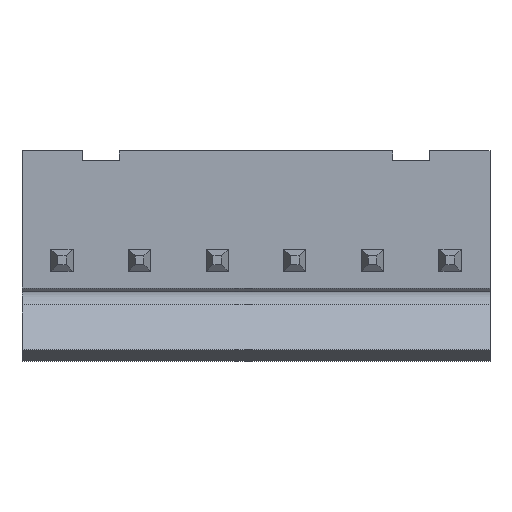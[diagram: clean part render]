
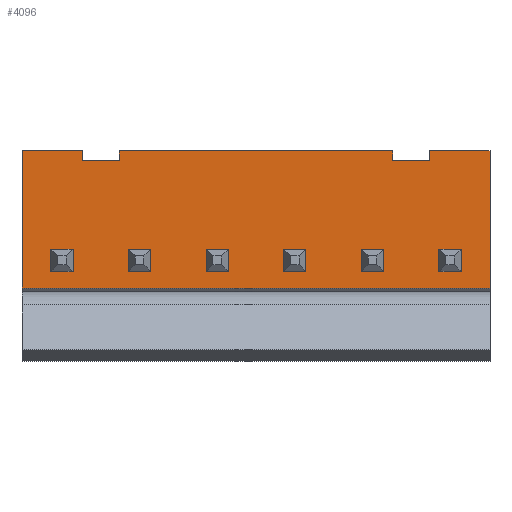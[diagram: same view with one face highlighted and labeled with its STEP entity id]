
A CAD part, top view. The second image highlights one B-rep face of the part: STEP entity #4096.
In plain terms, the highlighted planar face has unit normal (0, 0, 1).
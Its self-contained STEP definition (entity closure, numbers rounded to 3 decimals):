
#576=ORIENTED_EDGE('',*,*,#1007,.T.);
#577=ORIENTED_EDGE('',*,*,#1011,.T.);
#578=ORIENTED_EDGE('',*,*,#1116,.T.);
#579=ORIENTED_EDGE('',*,*,#1077,.F.);
#580=ORIENTED_EDGE('',*,*,#1115,.F.);
#581=ORIENTED_EDGE('',*,*,#1090,.T.);
#582=ORIENTED_EDGE('',*,*,#1000,.T.);
#583=ORIENTED_EDGE('',*,*,#1016,.T.);
#584=ORIENTED_EDGE('',*,*,#1014,.T.);
#585=ORIENTED_EDGE('',*,*,#1012,.T.);
#586=ORIENTED_EDGE('',*,*,#962,.T.);
#587=ORIENTED_EDGE('',*,*,#1009,.T.);
#588=ORIENTED_EDGE('',*,*,#1117,.T.);
#589=ORIENTED_EDGE('',*,*,#1118,.T.);
#590=ORIENTED_EDGE('',*,*,#1119,.T.);
#591=ORIENTED_EDGE('',*,*,#1120,.T.);
#592=ORIENTED_EDGE('',*,*,#1121,.T.);
#593=ORIENTED_EDGE('',*,*,#1122,.T.);
#594=ORIENTED_EDGE('',*,*,#1123,.T.);
#595=ORIENTED_EDGE('',*,*,#1124,.T.);
#596=ORIENTED_EDGE('',*,*,#1125,.T.);
#597=ORIENTED_EDGE('',*,*,#1126,.T.);
#598=ORIENTED_EDGE('',*,*,#1127,.T.);
#599=ORIENTED_EDGE('',*,*,#1128,.T.);
#600=ORIENTED_EDGE('',*,*,#1129,.T.);
#601=ORIENTED_EDGE('',*,*,#1130,.T.);
#602=ORIENTED_EDGE('',*,*,#1131,.T.);
#603=ORIENTED_EDGE('',*,*,#1132,.T.);
#604=ORIENTED_EDGE('',*,*,#1133,.T.);
#605=ORIENTED_EDGE('',*,*,#1134,.T.);
#606=ORIENTED_EDGE('',*,*,#1135,.T.);
#607=ORIENTED_EDGE('',*,*,#1136,.T.);
#608=ORIENTED_EDGE('',*,*,#1137,.T.);
#609=ORIENTED_EDGE('',*,*,#1138,.T.);
#610=ORIENTED_EDGE('',*,*,#1139,.T.);
#611=ORIENTED_EDGE('',*,*,#1140,.T.);
#962=EDGE_CURVE('',#1314,#1313,#1611,.T.);
#1000=EDGE_CURVE('',#1350,#1349,#1649,.T.);
#1007=EDGE_CURVE('',#1356,#1355,#1656,.T.);
#1009=EDGE_CURVE('',#1313,#1356,#1658,.T.);
#1011=EDGE_CURVE('',#1355,#1357,#1660,.T.);
#1012=EDGE_CURVE('',#1358,#1314,#1661,.T.);
#1014=EDGE_CURVE('',#1359,#1358,#1663,.T.);
#1016=EDGE_CURVE('',#1349,#1359,#1665,.T.);
#1077=EDGE_CURVE('',#1396,#1397,#1721,.T.);
#1090=EDGE_CURVE('',#1406,#1350,#1731,.T.);
#1115=EDGE_CURVE('',#1406,#1396,#1752,.T.);
#1116=EDGE_CURVE('',#1357,#1397,#1753,.T.);
#1117=EDGE_CURVE('',#1417,#1418,#1754,.T.);
#1118=EDGE_CURVE('',#1418,#1419,#1755,.T.);
#1119=EDGE_CURVE('',#1419,#1420,#1756,.T.);
#1120=EDGE_CURVE('',#1420,#1417,#1757,.T.);
#1121=EDGE_CURVE('',#1421,#1422,#1758,.T.);
#1122=EDGE_CURVE('',#1422,#1423,#1759,.T.);
#1123=EDGE_CURVE('',#1423,#1424,#1760,.T.);
#1124=EDGE_CURVE('',#1424,#1421,#1761,.T.);
#1125=EDGE_CURVE('',#1425,#1426,#1762,.T.);
#1126=EDGE_CURVE('',#1426,#1427,#1763,.T.);
#1127=EDGE_CURVE('',#1427,#1428,#1764,.T.);
#1128=EDGE_CURVE('',#1428,#1425,#1765,.T.);
#1129=EDGE_CURVE('',#1429,#1430,#1766,.T.);
#1130=EDGE_CURVE('',#1430,#1431,#1767,.T.);
#1131=EDGE_CURVE('',#1431,#1432,#1768,.T.);
#1132=EDGE_CURVE('',#1432,#1429,#1769,.T.);
#1133=EDGE_CURVE('',#1433,#1434,#1770,.T.);
#1134=EDGE_CURVE('',#1434,#1435,#1771,.T.);
#1135=EDGE_CURVE('',#1435,#1436,#1772,.T.);
#1136=EDGE_CURVE('',#1436,#1433,#1773,.T.);
#1137=EDGE_CURVE('',#1437,#1438,#1774,.T.);
#1138=EDGE_CURVE('',#1438,#1439,#1775,.T.);
#1139=EDGE_CURVE('',#1439,#1440,#1776,.T.);
#1140=EDGE_CURVE('',#1440,#1437,#1777,.T.);
#1313=VERTEX_POINT('',#5348);
#1314=VERTEX_POINT('',#5350);
#1349=VERTEX_POINT('',#5424);
#1350=VERTEX_POINT('',#5426);
#1355=VERTEX_POINT('',#5439);
#1356=VERTEX_POINT('',#5441);
#1357=VERTEX_POINT('',#5447);
#1358=VERTEX_POINT('',#5451);
#1359=VERTEX_POINT('',#5455);
#1396=VERTEX_POINT('',#5586);
#1397=VERTEX_POINT('',#5588);
#1406=VERTEX_POINT('',#5611);
#1417=VERTEX_POINT('',#5665);
#1418=VERTEX_POINT('',#5666);
#1419=VERTEX_POINT('',#5668);
#1420=VERTEX_POINT('',#5670);
#1421=VERTEX_POINT('',#5673);
#1422=VERTEX_POINT('',#5674);
#1423=VERTEX_POINT('',#5676);
#1424=VERTEX_POINT('',#5678);
#1425=VERTEX_POINT('',#5681);
#1426=VERTEX_POINT('',#5682);
#1427=VERTEX_POINT('',#5684);
#1428=VERTEX_POINT('',#5686);
#1429=VERTEX_POINT('',#5689);
#1430=VERTEX_POINT('',#5690);
#1431=VERTEX_POINT('',#5692);
#1432=VERTEX_POINT('',#5694);
#1433=VERTEX_POINT('',#5697);
#1434=VERTEX_POINT('',#5698);
#1435=VERTEX_POINT('',#5700);
#1436=VERTEX_POINT('',#5702);
#1437=VERTEX_POINT('',#5705);
#1438=VERTEX_POINT('',#5706);
#1439=VERTEX_POINT('',#5708);
#1440=VERTEX_POINT('',#5710);
#1611=LINE('',#5349,#1998);
#1649=LINE('',#5425,#2036);
#1656=LINE('',#5440,#2043);
#1658=LINE('',#5444,#2045);
#1660=LINE('',#5448,#2047);
#1661=LINE('',#5450,#2048);
#1663=LINE('',#5454,#2050);
#1665=LINE('',#5458,#2052);
#1721=LINE('',#5587,#2108);
#1731=LINE('',#5610,#2118);
#1752=LINE('',#5660,#2139);
#1753=LINE('',#5662,#2140);
#1754=LINE('',#5664,#2141);
#1755=LINE('',#5667,#2142);
#1756=LINE('',#5669,#2143);
#1757=LINE('',#5671,#2144);
#1758=LINE('',#5672,#2145);
#1759=LINE('',#5675,#2146);
#1760=LINE('',#5677,#2147);
#1761=LINE('',#5679,#2148);
#1762=LINE('',#5680,#2149);
#1763=LINE('',#5683,#2150);
#1764=LINE('',#5685,#2151);
#1765=LINE('',#5687,#2152);
#1766=LINE('',#5688,#2153);
#1767=LINE('',#5691,#2154);
#1768=LINE('',#5693,#2155);
#1769=LINE('',#5695,#2156);
#1770=LINE('',#5696,#2157);
#1771=LINE('',#5699,#2158);
#1772=LINE('',#5701,#2159);
#1773=LINE('',#5703,#2160);
#1774=LINE('',#5704,#2161);
#1775=LINE('',#5707,#2162);
#1776=LINE('',#5709,#2163);
#1777=LINE('',#5711,#2164);
#1998=VECTOR('',#4577,1000.);
#2036=VECTOR('',#4619,1000.);
#2043=VECTOR('',#4630,1000.);
#2045=VECTOR('',#4634,1000.);
#2047=VECTOR('',#4638,1000.);
#2048=VECTOR('',#4641,1000.);
#2050=VECTOR('',#4645,1000.);
#2052=VECTOR('',#4649,1000.);
#2108=VECTOR('',#4777,1000.);
#2118=VECTOR('',#4795,1000.);
#2139=VECTOR('',#4852,1000.);
#2140=VECTOR('',#4855,1000.);
#2141=VECTOR('',#4858,1000.);
#2142=VECTOR('',#4859,1000.);
#2143=VECTOR('',#4860,1000.);
#2144=VECTOR('',#4861,1000.);
#2145=VECTOR('',#4862,1000.);
#2146=VECTOR('',#4863,1000.);
#2147=VECTOR('',#4864,1000.);
#2148=VECTOR('',#4865,1000.);
#2149=VECTOR('',#4866,1000.);
#2150=VECTOR('',#4867,1000.);
#2151=VECTOR('',#4868,1000.);
#2152=VECTOR('',#4869,1000.);
#2153=VECTOR('',#4870,1000.);
#2154=VECTOR('',#4871,1000.);
#2155=VECTOR('',#4872,1000.);
#2156=VECTOR('',#4873,1000.);
#2157=VECTOR('',#4874,1000.);
#2158=VECTOR('',#4875,1000.);
#2159=VECTOR('',#4876,1000.);
#2160=VECTOR('',#4877,1000.);
#2161=VECTOR('',#4878,1000.);
#2162=VECTOR('',#4879,1000.);
#2163=VECTOR('',#4880,1000.);
#2164=VECTOR('',#4881,1000.);
#2386=EDGE_LOOP('',(#576,#577,#578,#579,#580,#581,#582,#583,#584,#585,#586,
#587));
#2387=EDGE_LOOP('',(#588,#589,#590,#591));
#2388=EDGE_LOOP('',(#592,#593,#594,#595));
#2389=EDGE_LOOP('',(#596,#597,#598,#599));
#2390=EDGE_LOOP('',(#600,#601,#602,#603));
#2391=EDGE_LOOP('',(#604,#605,#606,#607));
#2392=EDGE_LOOP('',(#608,#609,#610,#611));
#2573=FACE_BOUND('',#2386,.T.);
#2574=FACE_BOUND('',#2387,.T.);
#2575=FACE_BOUND('',#2388,.T.);
#2576=FACE_BOUND('',#2389,.T.);
#2577=FACE_BOUND('',#2390,.T.);
#2578=FACE_BOUND('',#2391,.T.);
#2579=FACE_BOUND('',#2392,.T.);
#2744=PLANE('',#4284);
#4096=ADVANCED_FACE('',(#2573,#2574,#2575,#2576,#2577,#2578,#2579),#2744,
 .T.);
#4284=AXIS2_PLACEMENT_3D('',#5663,#4856,#4857);
#4577=DIRECTION('',(1.,0.,0.));
#4619=DIRECTION('',(1.,0.,0.));
#4630=DIRECTION('',(1.,0.,0.));
#4634=DIRECTION('',(0.,1.,0.));
#4638=DIRECTION('',(0.,-1.,0.));
#4641=DIRECTION('',(0.,-1.,0.));
#4645=DIRECTION('',(1.,0.,0.));
#4649=DIRECTION('',(0.,1.,0.));
#4777=DIRECTION('',(0.,-1.,0.));
#4795=DIRECTION('',(0.,-1.,0.));
#4852=DIRECTION('',(1.,0.,0.));
#4855=DIRECTION('',(1.,0.,0.));
#4856=DIRECTION('',(0.,0.,1.));
#4857=DIRECTION('',(0.,-1.,0.));
#4858=DIRECTION('',(-1.,0.,0.));
#4859=DIRECTION('',(0.,1.,0.));
#4860=DIRECTION('',(1.,0.,0.));
#4861=DIRECTION('',(0.,-1.,0.));
#4862=DIRECTION('',(-1.,0.,0.));
#4863=DIRECTION('',(0.,1.,0.));
#4864=DIRECTION('',(1.,0.,0.));
#4865=DIRECTION('',(0.,-1.,0.));
#4866=DIRECTION('',(-1.,0.,0.));
#4867=DIRECTION('',(0.,1.,0.));
#4868=DIRECTION('',(1.,0.,0.));
#4869=DIRECTION('',(0.,-1.,0.));
#4870=DIRECTION('',(-1.,0.,0.));
#4871=DIRECTION('',(0.,1.,0.));
#4872=DIRECTION('',(1.,0.,0.));
#4873=DIRECTION('',(0.,-1.,0.));
#4874=DIRECTION('',(-1.,0.,0.));
#4875=DIRECTION('',(0.,1.,0.));
#4876=DIRECTION('',(1.,0.,0.));
#4877=DIRECTION('',(0.,-1.,0.));
#4878=DIRECTION('',(-1.,0.,0.));
#4879=DIRECTION('',(0.,1.,0.));
#4880=DIRECTION('',(1.,0.,0.));
#4881=DIRECTION('',(0.,-1.,0.));
#5348=CARTESIAN_POINT('',(6.97,-1.975,1.6));
#5349=CARTESIAN_POINT('',(-11.935,-1.975,1.6));
#5350=CARTESIAN_POINT('',(-6.97,-1.975,1.6));
#5424=CARTESIAN_POINT('',(-8.87,-1.975,1.6));
#5425=CARTESIAN_POINT('',(-11.935,-1.975,1.6));
#5426=CARTESIAN_POINT('',(-11.935,-1.975,1.6));
#5439=CARTESIAN_POINT('',(8.87,-1.475,1.6));
#5440=CARTESIAN_POINT('',(6.97,-1.475,1.6));
#5441=CARTESIAN_POINT('',(6.97,-1.475,1.6));
#5444=CARTESIAN_POINT('',(6.97,-1.975,1.6));
#5447=CARTESIAN_POINT('',(8.87,-1.975,1.6));
#5448=CARTESIAN_POINT('',(8.87,-1.475,1.6));
#5450=CARTESIAN_POINT('',(-6.97,-1.475,1.6));
#5451=CARTESIAN_POINT('',(-6.97,-1.475,1.6));
#5454=CARTESIAN_POINT('',(-8.87,-1.475,1.6));
#5455=CARTESIAN_POINT('',(-8.87,-1.475,1.6));
#5458=CARTESIAN_POINT('',(-8.87,-1.975,1.6));
#5586=CARTESIAN_POINT('',(11.935,5.025,1.6));
#5587=CARTESIAN_POINT('',(11.935,-1.975,1.6));
#5588=CARTESIAN_POINT('',(11.935,-1.975,1.6));
#5610=CARTESIAN_POINT('',(-11.935,-1.975,1.6));
#5611=CARTESIAN_POINT('',(-11.935,5.025,1.6));
#5660=CARTESIAN_POINT('',(-11.935,5.025,1.6));
#5662=CARTESIAN_POINT('',(-11.935,-1.975,1.6));
#5663=CARTESIAN_POINT('',(-11.935,-1.975,1.6));
#5664=CARTESIAN_POINT('',(10.47,3.055,1.6));
#5665=CARTESIAN_POINT('',(10.47,3.055,1.6));
#5666=CARTESIAN_POINT('',(9.33,3.055,1.6));
#5667=CARTESIAN_POINT('',(9.33,3.055,1.6));
#5668=CARTESIAN_POINT('',(9.33,4.195,1.6));
#5669=CARTESIAN_POINT('',(9.33,4.195,1.6));
#5670=CARTESIAN_POINT('',(10.47,4.195,1.6));
#5671=CARTESIAN_POINT('',(10.47,4.195,1.6));
#5672=CARTESIAN_POINT('',(2.55,3.055,1.6));
#5673=CARTESIAN_POINT('',(2.55,3.055,1.6));
#5674=CARTESIAN_POINT('',(1.41,3.055,1.6));
#5675=CARTESIAN_POINT('',(1.41,3.055,1.6));
#5676=CARTESIAN_POINT('',(1.41,4.195,1.6));
#5677=CARTESIAN_POINT('',(1.41,4.195,1.6));
#5678=CARTESIAN_POINT('',(2.55,4.195,1.6));
#5679=CARTESIAN_POINT('',(2.55,4.195,1.6));
#5680=CARTESIAN_POINT('',(-5.37,3.055,1.6));
#5681=CARTESIAN_POINT('',(-5.37,3.055,1.6));
#5682=CARTESIAN_POINT('',(-6.51,3.055,1.6));
#5683=CARTESIAN_POINT('',(-6.51,3.055,1.6));
#5684=CARTESIAN_POINT('',(-6.51,4.195,1.6));
#5685=CARTESIAN_POINT('',(-6.51,4.195,1.6));
#5686=CARTESIAN_POINT('',(-5.37,4.195,1.6));
#5687=CARTESIAN_POINT('',(-5.37,4.195,1.6));
#5688=CARTESIAN_POINT('',(-9.33,3.055,1.6));
#5689=CARTESIAN_POINT('',(-9.33,3.055,1.6));
#5690=CARTESIAN_POINT('',(-10.47,3.055,1.6));
#5691=CARTESIAN_POINT('',(-10.47,3.055,1.6));
#5692=CARTESIAN_POINT('',(-10.47,4.195,1.6));
#5693=CARTESIAN_POINT('',(-10.47,4.195,1.6));
#5694=CARTESIAN_POINT('',(-9.33,4.195,1.6));
#5695=CARTESIAN_POINT('',(-9.33,4.195,1.6));
#5696=CARTESIAN_POINT('',(-1.41,3.055,1.6));
#5697=CARTESIAN_POINT('',(-1.41,3.055,1.6));
#5698=CARTESIAN_POINT('',(-2.55,3.055,1.6));
#5699=CARTESIAN_POINT('',(-2.55,3.055,1.6));
#5700=CARTESIAN_POINT('',(-2.55,4.195,1.6));
#5701=CARTESIAN_POINT('',(-2.55,4.195,1.6));
#5702=CARTESIAN_POINT('',(-1.41,4.195,1.6));
#5703=CARTESIAN_POINT('',(-1.41,4.195,1.6));
#5704=CARTESIAN_POINT('',(6.51,3.055,1.6));
#5705=CARTESIAN_POINT('',(6.51,3.055,1.6));
#5706=CARTESIAN_POINT('',(5.37,3.055,1.6));
#5707=CARTESIAN_POINT('',(5.37,3.055,1.6));
#5708=CARTESIAN_POINT('',(5.37,4.195,1.6));
#5709=CARTESIAN_POINT('',(5.37,4.195,1.6));
#5710=CARTESIAN_POINT('',(6.51,4.195,1.6));
#5711=CARTESIAN_POINT('',(6.51,4.195,1.6));
